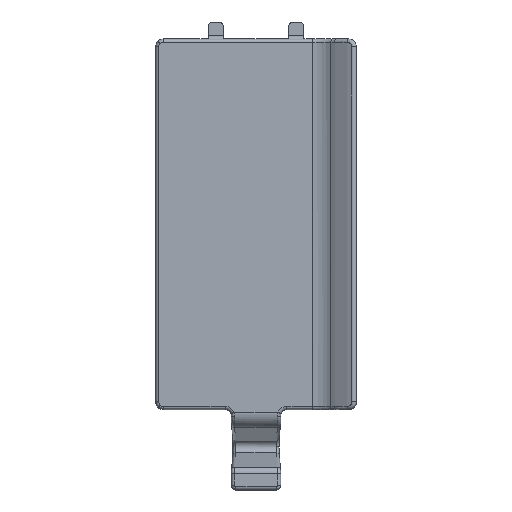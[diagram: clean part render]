
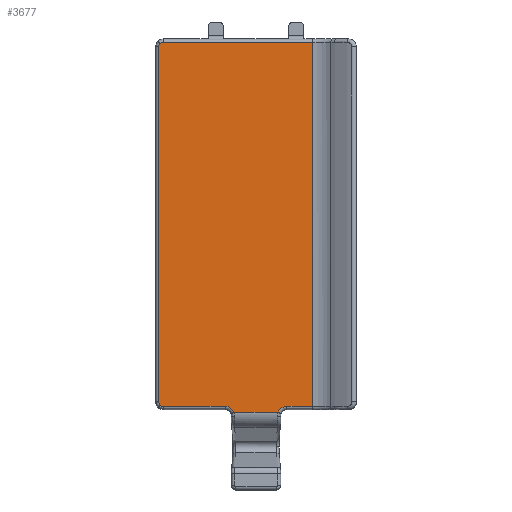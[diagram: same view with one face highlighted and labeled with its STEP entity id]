
A CAD part, front view. The second image highlights one B-rep face of the part: STEP entity #3677.
In plain terms, the highlighted planar face has unit normal (0, -1, 0).
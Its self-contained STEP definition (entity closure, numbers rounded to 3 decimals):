
#36 = EDGE_CURVE ( 'NONE', #4127, #889, #2866, .T. ) ;
#71 = LINE ( 'NONE', #5618, #83 ) ;
#83 = VECTOR ( 'NONE', #5617, 1000. ) ;
#337 = CARTESIAN_POINT ( 'NONE',  ( -22.733, -16.5, 48. ) ) ;
#636 =( BOUNDED_CURVE ( )  B_SPLINE_CURVE ( 3, ( #1451, #1425, #1374, #1372 ),
 .UNSPECIFIED., .F., .T. ) 
 B_SPLINE_CURVE_WITH_KNOTS ( ( 4, 4 ),
 ( 0., 0.785 ),
 .UNSPECIFIED. ) 
 CURVE ( )  GEOMETRIC_REPRESENTATION_ITEM ( )  RATIONAL_B_SPLINE_CURVE ( ( 1., 0.949, 0.949, 1. ) ) 
 REPRESENTATION_ITEM ( '' )  );
#678 = CARTESIAN_POINT ( 'NONE',  ( -2.008, -16.5, -30.233 ) ) ;
#704 = EDGE_CURVE ( 'NONE', #4395, #5174, #2088, .T. ) ;
#715 = CARTESIAN_POINT ( 'NONE',  ( -22.733, -16.5, -29.684 ) ) ;
#751 = CARTESIAN_POINT ( 'NONE',  ( 2.171, -16.5, -30.233 ) ) ;
#889 = VERTEX_POINT ( 'NONE', #4776 ) ;
#963 = EDGE_CURVE ( 'NONE', #4293, #4395, #5206, .T. ) ;
#992 = VERTEX_POINT ( 'NONE', #4478 ) ;
#1155 = CARTESIAN_POINT ( 'NONE',  ( -3.404, -16.5, -31.182 ) ) ;
#1306 = CARTESIAN_POINT ( 'NONE',  ( -22.733, -16.5, 27.983 ) ) ;
#1309 = CARTESIAN_POINT ( 'NONE',  ( -22.733, -16.5, 28.184 ) ) ;
#1317 = CARTESIAN_POINT ( 'NONE',  ( -22.655, -16.5, 28.37 ) ) ;
#1329 = CARTESIAN_POINT ( 'NONE',  ( -22.513, -16.5, 28.513 ) ) ;
#1372 = CARTESIAN_POINT ( 'NONE',  ( -21.983, -16.5, -30.233 ) ) ;
#1374 = CARTESIAN_POINT ( 'NONE',  ( -22.184, -16.5, -30.233 ) ) ;
#1419 = LINE ( 'NONE', #337, #1430 ) ;
#1424 = VECTOR ( 'NONE', #3368, 1000. ) ;
#1425 = CARTESIAN_POINT ( 'NONE',  ( -22.37, -16.5, -30.155 ) ) ;
#1430 = VECTOR ( 'NONE', #3317, 1000. ) ;
#1437 = VECTOR ( 'NONE', #3424, 1000. ) ;
#1447 = LINE ( 'NONE', #3385, #1424 ) ;
#1451 = CARTESIAN_POINT ( 'NONE',  ( -22.513, -16.5, -30.013 ) ) ;
#1492 = LINE ( 'NONE', #3433, #1437 ) ;
#1496 = CARTESIAN_POINT ( 'NONE',  ( -21.983, -16.5, -30.233 ) ) ;
#1515 = CARTESIAN_POINT ( 'NONE',  ( -22.513, -16.5, 28.513 ) ) ;
#1520 = CARTESIAN_POINT ( 'NONE',  ( -22.37, -16.5, 28.655 ) ) ;
#1555 = CARTESIAN_POINT ( 'NONE',  ( -22.184, -16.5, 28.733 ) ) ;
#1585 = CARTESIAN_POINT ( 'NONE',  ( -21.983, -16.5, 28.733 ) ) ;
#1607 = CARTESIAN_POINT ( 'NONE',  ( -22.733, -16.5, -29.483 ) ) ;
#1654 = ORIENTED_EDGE ( 'NONE', *, *, #3351, .T. ) ;
#1655 = VERTEX_POINT ( 'NONE', #3432 ) ;
#1662 = EDGE_CURVE ( 'NONE', #1655, #4293, #1492, .T. ) ;
#1670 = EDGE_CURVE ( 'NONE', #5243, #5956, #1447, .T. ) ;
#1693 = EDGE_CURVE ( 'NONE', #2897, #4084, #1419, .T. ) ;
#1762 = ORIENTED_EDGE ( 'NONE', *, *, #1670, .T. ) ;
#2065 = ORIENTED_EDGE ( 'NONE', *, *, #4118, .T. ) ;
#2069 = ORIENTED_EDGE ( 'NONE', *, *, #2694, .T. ) ;
#2078 = VECTOR ( 'NONE', #5579, 1000. ) ;
#2088 = LINE ( 'NONE', #5594, #2078 ) ;
#2172 = ORIENTED_EDGE ( 'NONE', *, *, #1693, .T. ) ;
#2250 = ORIENTED_EDGE ( 'NONE', *, *, #963, .T. ) ;
#2312 = ORIENTED_EDGE ( 'NONE', *, *, #4187, .T. ) ;
#2348 =( BOUNDED_CURVE ( )  B_SPLINE_CURVE ( 3, ( #1329, #1317, #1309, #1306 ),
 .UNSPECIFIED., .F., .T. ) 
 B_SPLINE_CURVE_WITH_KNOTS ( ( 4, 4 ),
 ( 0., 0.785 ),
 .UNSPECIFIED. ) 
 CURVE ( )  GEOMETRIC_REPRESENTATION_ITEM ( )  RATIONAL_B_SPLINE_CURVE ( ( 1., 0.949, 0.949, 1. ) ) 
 REPRESENTATION_ITEM ( '' )  );
#2393 = ORIENTED_EDGE ( 'NONE', *, *, #36, .T. ) ;
#2397 = ORIENTED_EDGE ( 'NONE', *, *, #5213, .T. ) ;
#2458 = ORIENTED_EDGE ( 'NONE', *, *, #5851, .T. ) ;
#2534 = ORIENTED_EDGE ( 'NONE', *, *, #1662, .T. ) ;
#2681 = ORIENTED_EDGE ( 'NONE', *, *, #704, .T. ) ;
#2694 = EDGE_CURVE ( 'NONE', #992, #2897, #2348, .T. ) ;
#2793 = CARTESIAN_POINT ( 'NONE',  ( -21.983, -16.5, 28.733 ) ) ;
#2866 = LINE ( 'NONE', #4481, #2890 ) ;
#2890 = VECTOR ( 'NONE', #4392, 1000. ) ;
#2897 = VERTEX_POINT ( 'NONE', #5046 ) ;
#2915 = EDGE_LOOP ( 'NONE', ( #1654, #1762, #2065, #2069, #2172, #2397, #2312, #2393, #2458, #2534, #2250, #2681 ) ) ;
#3136 = CARTESIAN_POINT ( 'NONE',  ( -10.596, -16.5, -31.182 ) ) ;
#3143 = CARTESIAN_POINT ( 'NONE',  ( -10.83, -16.5, -30.59 ) ) ;
#3171 = CARTESIAN_POINT ( 'NONE',  ( -11.992, -16.5, -30.233 ) ) ;
#3197 = CARTESIAN_POINT ( 'NONE',  ( -11.356, -16.5, -30.233 ) ) ;
#3317 = DIRECTION ( 'NONE',  ( 0., 0., -1. ) ) ;
#3351 = EDGE_CURVE ( 'NONE', #5174, #5243, #71, .T. ) ;
#3368 = DIRECTION ( 'NONE',  ( -1., 0., 0. ) ) ;
#3370 = AXIS2_PLACEMENT_3D ( 'NONE', #3593, #3615, #3575 ) ;
#3385 = CARTESIAN_POINT ( 'NONE',  ( -34., -16.5, 28.733 ) ) ;
#3424 = DIRECTION ( 'NONE',  ( 1., 0., 0. ) ) ;
#3432 = CARTESIAN_POINT ( 'NONE',  ( -10.596, -16.5, -31.182 ) ) ;
#3433 = CARTESIAN_POINT ( 'NONE',  ( -34., -16.5, -31.182 ) ) ;
#3512 =( BOUNDED_CURVE ( )  B_SPLINE_CURVE ( 3, ( #1585, #1555, #1520, #1515 ),
 .UNSPECIFIED., .F., .T. ) 
 B_SPLINE_CURVE_WITH_KNOTS ( ( 4, 4 ),
 ( 5.498, 6.283 ),
 .UNSPECIFIED. ) 
 CURVE ( )  GEOMETRIC_REPRESENTATION_ITEM ( )  RATIONAL_B_SPLINE_CURVE ( ( 1., 0.949, 0.949, 1. ) ) 
 REPRESENTATION_ITEM ( '' )  );
#3575 = DIRECTION ( 'NONE',  ( 0., 0., 1. ) ) ;
#3582 = PLANE ( 'NONE',  #3370 ) ;
#3592 = CARTESIAN_POINT ( 'NONE',  ( -22.513, -16.5, -30.013 ) ) ;
#3593 = CARTESIAN_POINT ( 'NONE',  ( -34., -16.5, 48. ) ) ;
#3615 = DIRECTION ( 'NONE',  ( 0., 1., 0. ) ) ;
#3677 = ADVANCED_FACE ( 'NONE', ( #5554 ), #3582, .F. ) ;
#4084 = VERTEX_POINT ( 'NONE', #1607 ) ;
#4118 = EDGE_CURVE ( 'NONE', #5956, #992, #3512, .T. ) ;
#4127 = VERTEX_POINT ( 'NONE', #1496 ) ;
#4187 = EDGE_CURVE ( 'NONE', #5366, #4127, #636, .T. ) ;
#4293 = VERTEX_POINT ( 'NONE', #1155 ) ;
#4392 = DIRECTION ( 'NONE',  ( 1., 0., 0. ) ) ;
#4395 = VERTEX_POINT ( 'NONE', #678 ) ;
#4478 = CARTESIAN_POINT ( 'NONE',  ( -22.513, -16.5, 28.513 ) ) ;
#4481 = CARTESIAN_POINT ( 'NONE',  ( -34., -16.5, -30.233 ) ) ;
#4521 = CARTESIAN_POINT ( 'NONE',  ( -2.008, -16.5, -30.233 ) ) ;
#4528 = CARTESIAN_POINT ( 'NONE',  ( -3.17, -16.5, -30.59 ) ) ;
#4534 = CARTESIAN_POINT ( 'NONE',  ( -2.644, -16.5, -30.233 ) ) ;
#4540 = CARTESIAN_POINT ( 'NONE',  ( -3.404, -16.5, -31.182 ) ) ;
#4776 = CARTESIAN_POINT ( 'NONE',  ( -11.992, -16.5, -30.233 ) ) ;
#5046 = CARTESIAN_POINT ( 'NONE',  ( -22.733, -16.5, 27.983 ) ) ;
#5068 = CARTESIAN_POINT ( 'NONE',  ( 2.171, -16.5, 28.733 ) ) ;
#5121 = CARTESIAN_POINT ( 'NONE',  ( -22.513, -16.5, -30.013 ) ) ;
#5128 = CARTESIAN_POINT ( 'NONE',  ( -22.655, -16.5, -29.87 ) ) ;
#5174 = VERTEX_POINT ( 'NONE', #751 ) ;
#5206 =( BOUNDED_CURVE ( )  B_SPLINE_CURVE ( 3, ( #4540, #4528, #4534, #4521 ),
 .UNSPECIFIED., .F., .T. ) 
 B_SPLINE_CURVE_WITH_KNOTS ( ( 4, 4 ),
 ( 1.161, 2.356 ),
 .UNSPECIFIED. ) 
 CURVE ( )  GEOMETRIC_REPRESENTATION_ITEM ( )  RATIONAL_B_SPLINE_CURVE ( ( 1., 0.885, 0.885, 1. ) ) 
 REPRESENTATION_ITEM ( '' )  );
#5213 = EDGE_CURVE ( 'NONE', #4084, #5366, #5255, .T. ) ;
#5243 = VERTEX_POINT ( 'NONE', #5068 ) ;
#5255 =( BOUNDED_CURVE ( )  B_SPLINE_CURVE ( 3, ( #5288, #715, #5128, #5121 ),
 .UNSPECIFIED., .F., .F. ) 
 B_SPLINE_CURVE_WITH_KNOTS ( ( 4, 4 ),
 ( 5.498, 6.283 ),
 .UNSPECIFIED. ) 
 CURVE ( )  GEOMETRIC_REPRESENTATION_ITEM ( )  RATIONAL_B_SPLINE_CURVE ( ( 1., 0.949, 0.949, 1. ) ) 
 REPRESENTATION_ITEM ( '' )  );
#5288 = CARTESIAN_POINT ( 'NONE',  ( -22.733, -16.5, -29.483 ) ) ;
#5366 = VERTEX_POINT ( 'NONE', #3592 ) ;
#5554 = FACE_OUTER_BOUND ( 'NONE', #2915, .T. ) ;
#5579 = DIRECTION ( 'NONE',  ( 1., 0., 0. ) ) ;
#5594 = CARTESIAN_POINT ( 'NONE',  ( -34., -16.5, -30.233 ) ) ;
#5617 = DIRECTION ( 'NONE',  ( 0., 0., 1. ) ) ;
#5618 = CARTESIAN_POINT ( 'NONE',  ( 2.171, -16.5, 47.021 ) ) ;
#5703 =( BOUNDED_CURVE ( )  B_SPLINE_CURVE ( 3, ( #3171, #3197, #3143, #3136 ),
 .UNSPECIFIED., .F., .T. ) 
 B_SPLINE_CURVE_WITH_KNOTS ( ( 4, 4 ),
 ( 3.927, 5.122 ),
 .UNSPECIFIED. ) 
 CURVE ( )  GEOMETRIC_REPRESENTATION_ITEM ( )  RATIONAL_B_SPLINE_CURVE ( ( 1., 0.885, 0.885, 1. ) ) 
 REPRESENTATION_ITEM ( '' )  );
#5851 = EDGE_CURVE ( 'NONE', #889, #1655, #5703, .T. ) ;
#5956 = VERTEX_POINT ( 'NONE', #2793 ) ;
